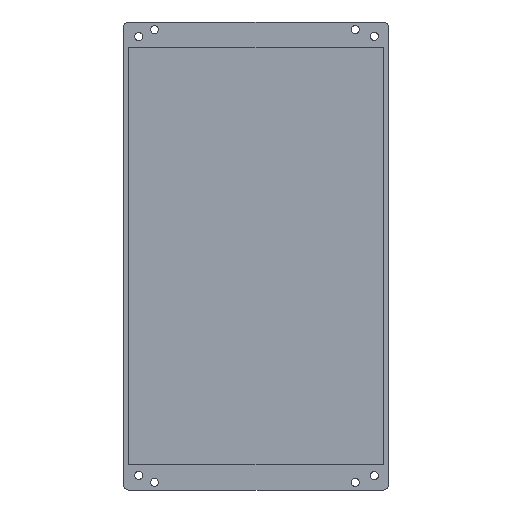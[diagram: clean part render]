
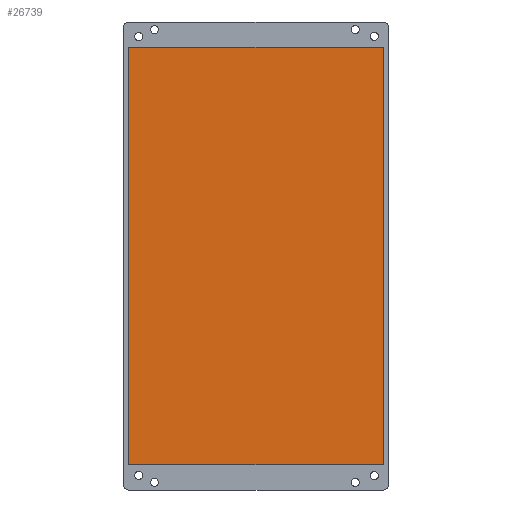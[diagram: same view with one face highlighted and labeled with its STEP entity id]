
A CAD part, front view. The second image highlights one B-rep face of the part: STEP entity #26739.
In plain terms, the highlighted planar face has unit normal (0, -1, 0).
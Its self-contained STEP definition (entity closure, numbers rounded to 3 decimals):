
#310=PLANE('',#28453);
#1501=FACE_OUTER_BOUND('',#2877,.T.);
#2877=EDGE_LOOP('',(#18503,#18504,#18505,#18506));
#4325=LINE('',#37355,#7888);
#4326=LINE('',#37357,#7889);
#4327=LINE('',#37359,#7890);
#4328=LINE('',#37360,#7891);
#7888=VECTOR('',#30312,10.);
#7889=VECTOR('',#30313,10.);
#7890=VECTOR('',#30314,10.);
#7891=VECTOR('',#30315,10.);
#11821=VERTEX_POINT('',#37353);
#11822=VERTEX_POINT('',#37354);
#11823=VERTEX_POINT('',#37356);
#11824=VERTEX_POINT('',#37358);
#14438=EDGE_CURVE('',#11821,#11822,#4325,.T.);
#14439=EDGE_CURVE('',#11822,#11823,#4326,.T.);
#14440=EDGE_CURVE('',#11823,#11824,#4327,.T.);
#14441=EDGE_CURVE('',#11824,#11821,#4328,.T.);
#18503=ORIENTED_EDGE('',*,*,#14438,.T.);
#18504=ORIENTED_EDGE('',*,*,#14439,.T.);
#18505=ORIENTED_EDGE('',*,*,#14440,.T.);
#18506=ORIENTED_EDGE('',*,*,#14441,.T.);
#26739=ADVANCED_FACE('',(#1501),#310,.T.);
#28453=AXIS2_PLACEMENT_3D('',#37352,#30310,#30311);
#30310=DIRECTION('center_axis',(0.,-1.,0.));
#30311=DIRECTION('ref_axis',(0.,0.,-1.));
#30312=DIRECTION('',(-1.,0.,0.));
#30313=DIRECTION('',(0.,0.,-1.));
#30314=DIRECTION('',(1.,0.,0.));
#30315=DIRECTION('',(0.,0.,1.));
#37352=CARTESIAN_POINT('Origin',(-50.6,-0.8,-83.05));
#37353=CARTESIAN_POINT('',(0.,-0.8,0.));
#37354=CARTESIAN_POINT('',(-101.2,-0.8,0.));
#37355=CARTESIAN_POINT('',(0.,-0.8,0.));
#37356=CARTESIAN_POINT('',(-101.2,-0.8,-166.1));
#37357=CARTESIAN_POINT('',(-101.2,-0.8,0.));
#37358=CARTESIAN_POINT('',(0.,-0.8,-166.1));
#37359=CARTESIAN_POINT('',(-101.2,-0.8,-166.1));
#37360=CARTESIAN_POINT('',(0.,-0.8,-166.1));
